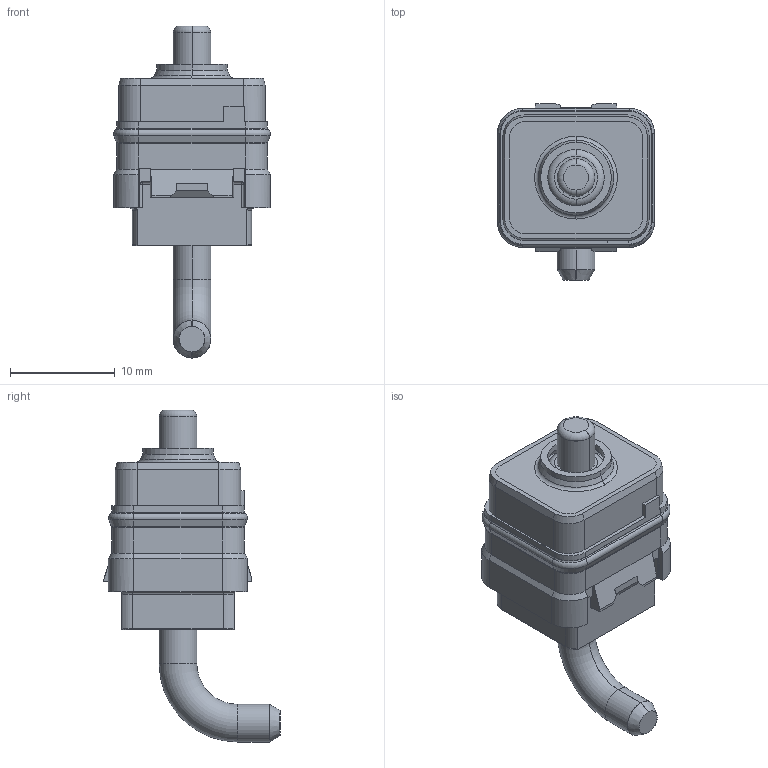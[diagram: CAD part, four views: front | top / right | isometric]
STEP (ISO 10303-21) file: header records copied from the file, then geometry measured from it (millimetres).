
FILE_DESCRIPTION((''),'2;1');
FILE_NAME('3351_7117_501_ASM','2021-09-13T',('valtier'),(''),'CREO PARAMETRIC BY PTC INC, 2018360','CREO PARAMETRIC BY PTC INC, 2018360','');
FILE_SCHEMA(('CONFIG_CONTROL_DESIGN'));
Length unit declared in the file: millimetre
Products named in the file (10): 3351_1760_301; 3351_0007_301; 3351_717X_526_SU; 3351_7170_526_ASM; 3020_2397_716; 3020_2397_053_TS; 3020_2397_053_ASM; 3019_0113_524; 3351_7117_501_TS; 3351_7117_501_ASM
Assembly tree (9 placements, depth 3):
  3351_7117_501_ASM
    3351_7170_526_ASM
      3351_1760_301
      3351_0007_301
      3351_717X_526_SU
    3020_2397_053_ASM
      3020_2397_716
      3020_2397_053_TS
    3019_0113_524
    3351_7117_501_TS
Bounding box: 15 x 16.83 x 31.75 mm (x, y, z)
Volume: 2490.7 mm3; surface area: 5581.9 mm2
Topology: 7 solids, 8 shells, 959 faces, 2481 edges, 1540 vertices
Faces by surface type: plane 482, cylinder 239, torus 110, cone 83, bspline 41, sphere 4
Entity records: 30938 total; most frequent: CARTESIAN_POINT 7285, ORIENTED_EDGE 4962, DIRECTION 4895, EDGE_CURVE 2481, AXIS2_PLACEMENT_3D 1682, VERTEX_POINT 1540, VECTOR 1531, LINE 1531
